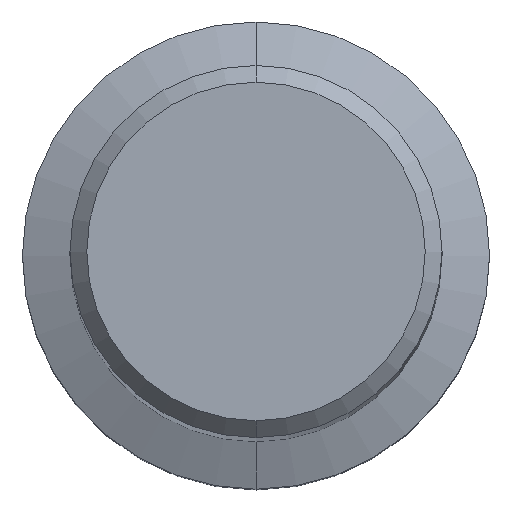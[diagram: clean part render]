
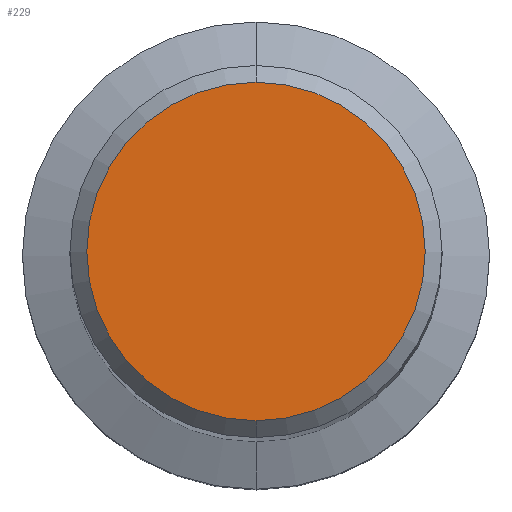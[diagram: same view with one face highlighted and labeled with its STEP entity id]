
A CAD part, top view. The second image highlights one B-rep face of the part: STEP entity #229.
In plain terms, the highlighted planar face has unit normal (0, 0, 1).
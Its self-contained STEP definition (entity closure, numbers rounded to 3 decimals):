
#155=VERTEX_POINT('',#355);
#229=ADVANCED_FACE('',(#439),#440,.T.);
#251=EDGE_CURVE('',#295,#155,#467,.T.);
#259=EDGE_CURVE('',#155,#295,#476,.T.);
#295=VERTEX_POINT('',#518);
#355=CARTESIAN_POINT('',(0.,-8.05,0.0));
#439=FACE_OUTER_BOUND('',#692,.T.);
#440=PLANE('',#693);
#467=CIRCLE('',#725,8.05);
#476=CIRCLE('',#735,8.05);
#518=CARTESIAN_POINT('',(0.0,8.05,0.0));
#692=EDGE_LOOP('',(#941,#942));
#693=AXIS2_PLACEMENT_3D('',#943,#944,#945);
#725=AXIS2_PLACEMENT_3D('',#993,#994,#995);
#735=AXIS2_PLACEMENT_3D('',#1004,#1005,#1006);
#941=ORIENTED_EDGE('',*,*,#251,.F.);
#942=ORIENTED_EDGE('',*,*,#259,.F.);
#943=CARTESIAN_POINT('',(0.0,4.025,0.0));
#944=DIRECTION('',(-0.0,0.0,1.0));
#945=DIRECTION('',(0.0,-1.0,0.0));
#993=CARTESIAN_POINT('',(0.0,0.0,0.0));
#994=DIRECTION('',(0.0,0.0,-1.0));
#995=DIRECTION('',(0.0,1.0,0.0));
#1004=CARTESIAN_POINT('',(0.0,0.0,0.0));
#1005=DIRECTION('',(0.0,0.0,-1.0));
#1006=DIRECTION('',(0.0,1.0,0.0));
